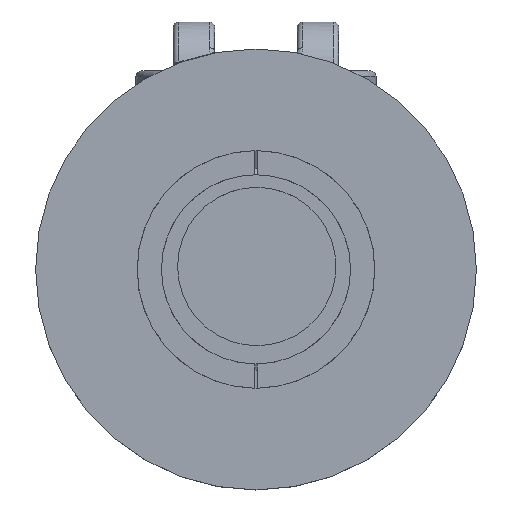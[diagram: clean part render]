
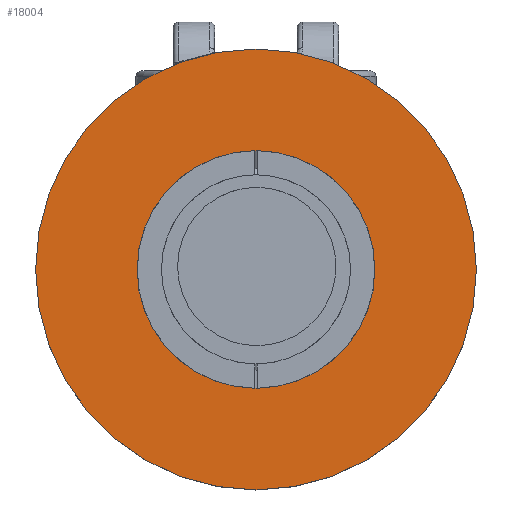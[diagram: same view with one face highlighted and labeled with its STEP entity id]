
A CAD part, top view. The second image highlights one B-rep face of the part: STEP entity #18004.
In plain terms, the highlighted planar face has unit normal (0, 0, 1).
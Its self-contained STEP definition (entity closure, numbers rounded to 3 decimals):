
#391=FACE_BOUND('',#3179,.T.);
#911=PLANE('',#19231);
#2126=FACE_OUTER_BOUND('',#3178,.T.);
#3178=EDGE_LOOP('',(#15979,#15980));
#3179=EDGE_LOOP('',(#15981,#15982));
#4155=CIRCLE('',#19232,101.6);
#4156=CIRCLE('',#19233,101.6);
#4157=CIRCLE('',#19234,54.762);
#4158=CIRCLE('',#19235,54.762);
#8476=VERTEX_POINT('',#47036);
#8477=VERTEX_POINT('',#47037);
#8478=VERTEX_POINT('',#47040);
#8479=VERTEX_POINT('',#47041);
#10979=EDGE_CURVE('',#8476,#8477,#4155,.T.);
#10980=EDGE_CURVE('',#8477,#8476,#4156,.T.);
#10981=EDGE_CURVE('',#8478,#8479,#4157,.T.);
#10982=EDGE_CURVE('',#8479,#8478,#4158,.T.);
#15979=ORIENTED_EDGE('',*,*,#10979,.T.);
#15980=ORIENTED_EDGE('',*,*,#10980,.T.);
#15981=ORIENTED_EDGE('',*,*,#10981,.T.);
#15982=ORIENTED_EDGE('',*,*,#10982,.T.);
#18004=ADVANCED_FACE('',(#2126,#391),#911,.T.);
#19231=AXIS2_PLACEMENT_3D('',#47035,#22994,#22995);
#19232=AXIS2_PLACEMENT_3D('',#47038,#22996,#22997);
#19233=AXIS2_PLACEMENT_3D('',#47039,#22998,#22999);
#19234=AXIS2_PLACEMENT_3D('',#47042,#23000,#23001);
#19235=AXIS2_PLACEMENT_3D('',#47043,#23002,#23003);
#22994=DIRECTION('center_axis',(0.,0.,
1.));
#22995=DIRECTION('ref_axis',(1.,0.,0.));
#22996=DIRECTION('center_axis',(0.,0.,
1.));
#22997=DIRECTION('ref_axis',(1.,0.,0.));
#22998=DIRECTION('center_axis',(0.,0.,
1.));
#22999=DIRECTION('ref_axis',(1.,0.,0.));
#23000=DIRECTION('center_axis',(0.,0.,
-1.));
#23001=DIRECTION('ref_axis',(0.,1.,0.));
#23002=DIRECTION('center_axis',(0.,0.,
-1.));
#23003=DIRECTION('ref_axis',(0.,1.,0.));
#47035=CARTESIAN_POINT('Origin',(0.,0.,
95.456));
#47036=CARTESIAN_POINT('',(101.6,0.,95.456));
#47037=CARTESIAN_POINT('',(-101.6,0.,95.456));
#47038=CARTESIAN_POINT('Origin',(0.,0.,
95.456));
#47039=CARTESIAN_POINT('Origin',(0.,0.,
95.456));
#47040=CARTESIAN_POINT('',(0.,54.762,95.456));
#47041=CARTESIAN_POINT('',(0.,-54.762,95.456));
#47042=CARTESIAN_POINT('Origin',(0.,0.,
95.456));
#47043=CARTESIAN_POINT('Origin',(0.,0.,
95.456));
